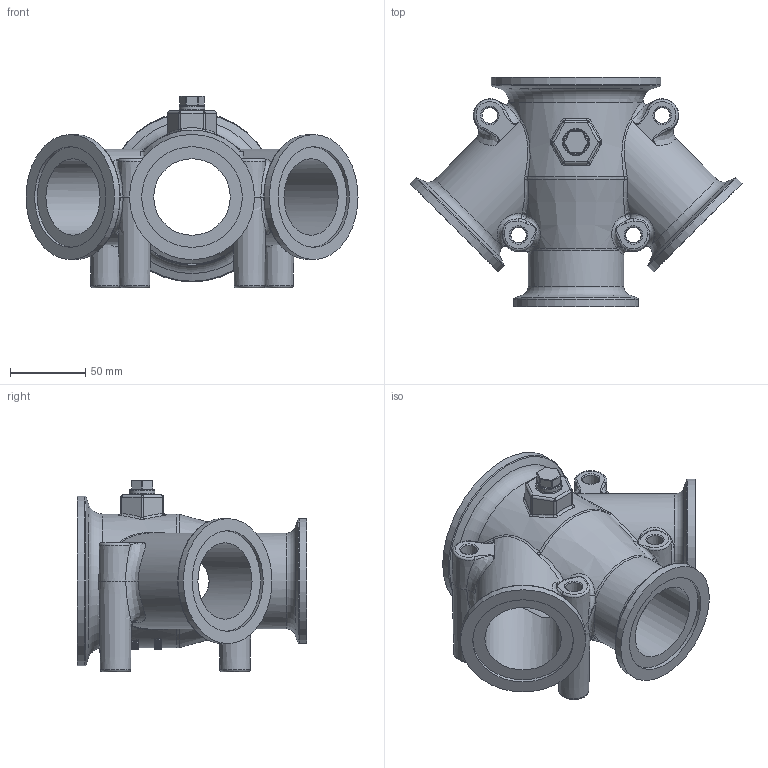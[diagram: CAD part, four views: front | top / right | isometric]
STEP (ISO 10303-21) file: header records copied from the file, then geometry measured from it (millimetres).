
FILE_DESCRIPTION(/* description */ ('M300 x M220 x M220 x M220 Wye Cross Manifold w/ 1/4" Gage Port'),/* implementation_level */ '2;1');
FILE_NAME(/* name */ 'M300220WYCG.stp',/* time_stamp */ '2014-12-02T12:44:06-05:00',/* author */ ('areid'),/* organization */ (''),/* preprocessor_version */ 'ST-DEVELOPER v15.2',/* originating_system */ 'Autodesk Inventor 2014',/* authorisation */ '');
FILE_SCHEMA (('AUTOMOTIVE_DESIGN { 1 0 10303 214 3 1 1 }'));
Length unit declared in the file: inch
Products named in the file (5): M300220WYCGX; M300220WYCGY; 12723; 12724; M300220WYCG
Bounding box: 220.38 x 152.4 x 127.32 mm (x, y, z)
Volume: 477749.4 mm3; surface area: 154556.5 mm2
Topology: 3 solids, 3 shells, 831 faces, 2126 edges, 1353 vertices
Faces by surface type: bspline 330, plane 284, cylinder 117, torus 51, cone 32, sphere 17
Full cylindrical faces by diameter (mm): 6.096 x1, 10.719 x1, 13.462 x1, 16.764 x1, 17.272 x1, 50.8 x3, 63.5 x1, 66.802 x3, 76.2 x1, 83.058 x3, 94.742 x1, 112.776 x1
Entity records: 33807 total; most frequent: CARTESIAN_POINT 15926, ORIENTED_EDGE 4040, DIRECTION 2964, EDGE_CURVE 2020, VERTEX_POINT 1322, AXIS2_PLACEMENT_3D 1127, EDGE_LOOP 968, ADVANCED_FACE 827
